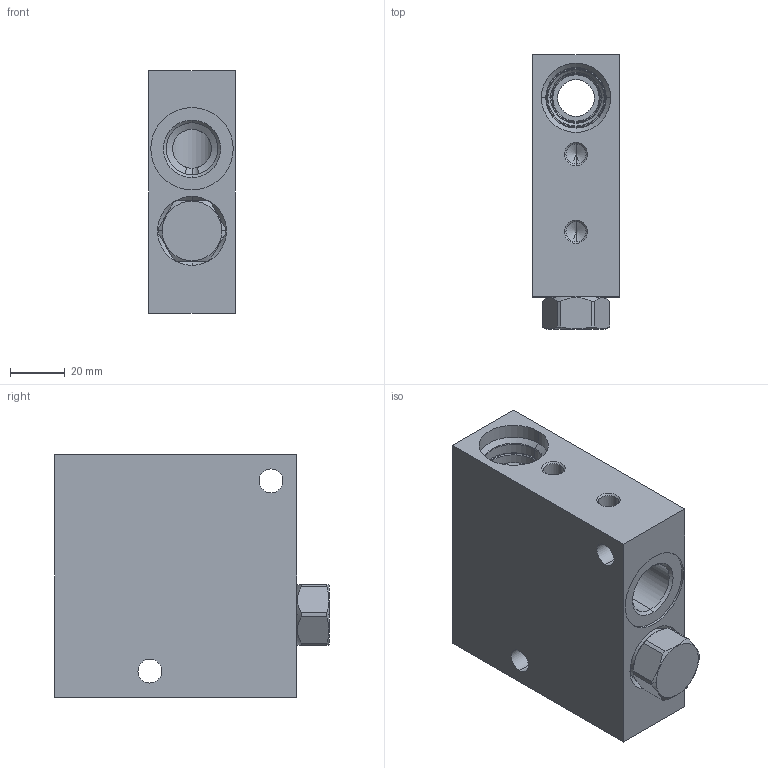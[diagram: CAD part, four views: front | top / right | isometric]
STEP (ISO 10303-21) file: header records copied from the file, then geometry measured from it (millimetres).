
FILE_DESCRIPTION((''),'2;1');
FILE_NAME('Z2T_ASM','2019-08-29T',('ProEService'),(''),'PRO/ENGINEER BY PARAMETRIC TECHNOLOGY CORPORATION, 2014200','PRO/ENGINEER BY PARAMETRIC TECHNOLOGY CORPORATION, 2014200','');
FILE_SCHEMA(('CONFIG_CONTROL_DESIGN'));
Length unit declared in the file: inch
Products named in the file (3): 151-547-008; LRDCXHN; Z2T_ASM
Assembly tree (2 placements, depth 2):
  Z2T_ASM
    151-547-008
    LRDCXHN
Bounding box: 31.75 x 100.79 x 88.9 mm (x, y, z)
Volume: 199927 mm3; surface area: 47799.9 mm2
Topology: 4 solids, 5 shells, 225 faces, 752 edges, 646 vertices
Faces by surface type: cylinder 96, cone 65, plane 34, torus 20, revolution 10
Entity records: 9084 total; most frequent: CARTESIAN_POINT 2537, DIRECTION 1442, ORIENTED_EDGE 1018, EDGE_CURVE 509, AXIS2_PLACEMENT_3D 506, VECTOR 420, LINE 420, VERTEX_POINT 306
